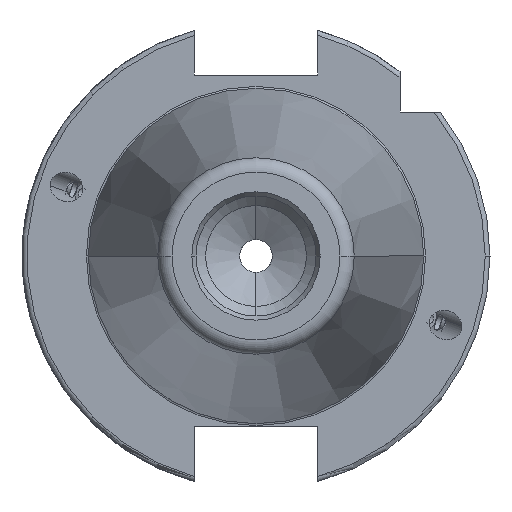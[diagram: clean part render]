
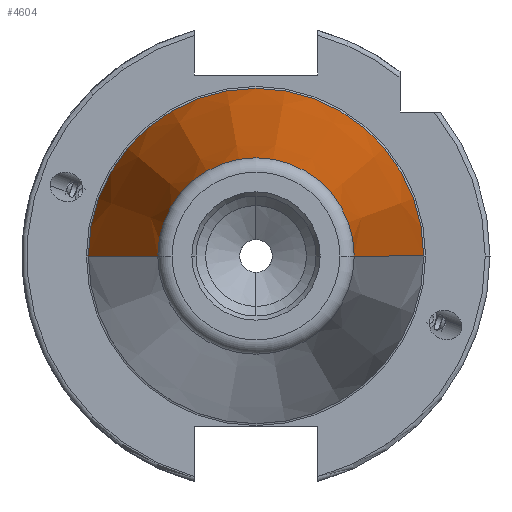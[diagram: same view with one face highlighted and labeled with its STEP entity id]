
A CAD part, left-side view. The second image highlights one B-rep face of the part: STEP entity #4604.
In plain terms, the highlighted conical face has half-angle 8.297 degrees and reference radius 34.925 mm.
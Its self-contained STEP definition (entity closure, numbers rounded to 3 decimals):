
#33 = CARTESIAN_POINT ( 'NONE',  ( -106.174, -20.461, 0. ) ) ;
#48 = CONICAL_SURFACE ( 'NONE', #3162, 34.925, 0.145 ) ;
#84 = CARTESIAN_POINT ( 'NONE',  ( -6.991, 34.925, 0. ) ) ;
#214 = CARTESIAN_POINT ( 'NONE',  ( -6.991, 34.925, 0. ) ) ;
#435 = CARTESIAN_POINT ( 'NONE',  ( -6.991, 0., 0. ) ) ;
#459 = DIRECTION ( 'NONE',  ( 0.99, 0.144, 0. ) ) ;
#473 = CARTESIAN_POINT ( 'NONE',  ( -6.991, 0., 0. ) ) ;
#525 = ORIENTED_EDGE ( 'NONE', *, *, #1075, .T. ) ;
#566 = CIRCLE ( 'NONE', #3202, 20.461 ) ;
#784 = EDGE_CURVE ( 'NONE', #2678, #1078, #1964, .T. ) ;
#813 = CARTESIAN_POINT ( 'NONE',  ( -106.174, 20.461, 0. ) ) ;
#1062 = ORIENTED_EDGE ( 'NONE', *, *, #2942, .T. ) ;
#1075 = EDGE_CURVE ( 'NONE', #4575, #1174, #2006, .T. ) ;
#1078 = VERTEX_POINT ( 'NONE', #214 ) ;
#1111 = FACE_OUTER_BOUND ( 'NONE', #3872, .T. ) ;
#1174 = VERTEX_POINT ( 'NONE', #1707 ) ;
#1314 = CARTESIAN_POINT ( 'NONE',  ( -106.174, 0., 0. ) ) ;
#1599 = VECTOR ( 'NONE', #3034, 1000. ) ;
#1707 = CARTESIAN_POINT ( 'NONE',  ( -6.991, -34.925, 0. ) ) ;
#1906 = DIRECTION ( 'NONE',  ( -1., 0., 0. ) ) ;
#1964 = LINE ( 'NONE', #84, #2620 ) ;
#1968 = ORIENTED_EDGE ( 'NONE', *, *, #2080, .F. ) ;
#2006 = LINE ( 'NONE', #3413, #1599 ) ;
#2059 = DIRECTION ( 'NONE',  ( -1., 0., 0. ) ) ;
#2080 = EDGE_CURVE ( 'NONE', #4575, #2678, #566, .T. ) ;
#2620 = VECTOR ( 'NONE', #459, 1000. ) ;
#2678 = VERTEX_POINT ( 'NONE', #813 ) ;
#2760 = DIRECTION ( 'NONE',  ( 0., 1., 0. ) ) ;
#2918 = DIRECTION ( 'NONE',  ( 1., 0., 0. ) ) ;
#2942 = EDGE_CURVE ( 'NONE', #1174, #1078, #4373, .T. ) ;
#3034 = DIRECTION ( 'NONE',  ( 0.99, -0.144, 0. ) ) ;
#3055 = DIRECTION ( 'NONE',  ( 0., -1., 0. ) ) ;
#3162 = AXIS2_PLACEMENT_3D ( 'NONE', #435, #2918, #2760 ) ;
#3202 = AXIS2_PLACEMENT_3D ( 'NONE', #1314, #2059, #3055 ) ;
#3309 = ORIENTED_EDGE ( 'NONE', *, *, #784, .F. ) ;
#3413 = CARTESIAN_POINT ( 'NONE',  ( -6.991, -34.925, 0. ) ) ;
#3595 = AXIS2_PLACEMENT_3D ( 'NONE', #473, #1906, #3607 ) ;
#3607 = DIRECTION ( 'NONE',  ( 0., -1., 0. ) ) ;
#3872 = EDGE_LOOP ( 'NONE', ( #1968, #525, #1062, #3309 ) ) ;
#4373 = CIRCLE ( 'NONE', #3595, 34.925 ) ;
#4575 = VERTEX_POINT ( 'NONE', #33 ) ;
#4604 = ADVANCED_FACE ( 'NONE', ( #1111 ), #48, .T. ) ;
